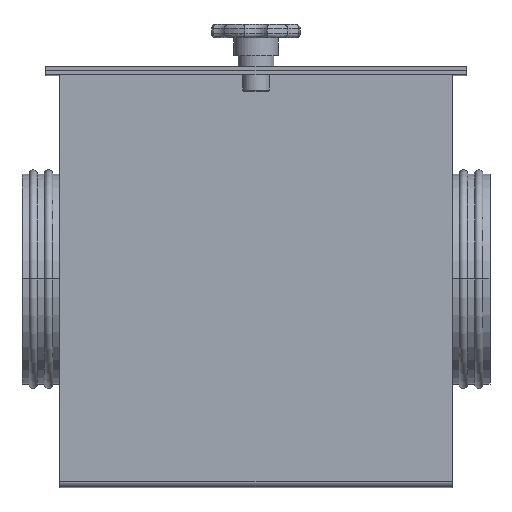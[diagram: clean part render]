
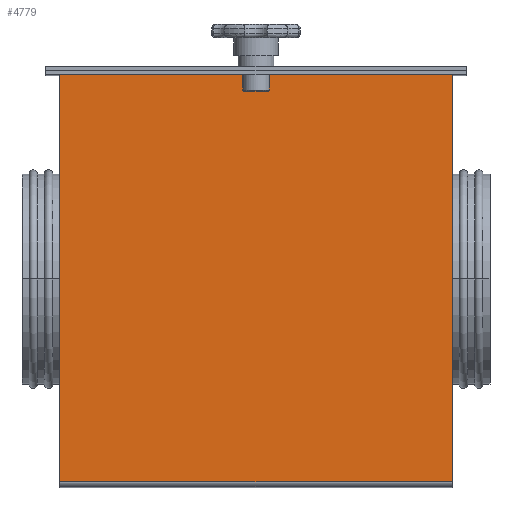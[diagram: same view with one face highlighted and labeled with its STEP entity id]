
A CAD part, top view. The second image highlights one B-rep face of the part: STEP entity #4779.
In plain terms, the highlighted planar face has unit normal (0, 0, 1).
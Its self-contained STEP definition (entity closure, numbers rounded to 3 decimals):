
#1537 = EDGE_CURVE ( 'NONE', #1636, #1632, #1769, .T. ) ;
#1632 = VERTEX_POINT ( 'NONE', #1880 ) ;
#1636 = VERTEX_POINT ( 'NONE', #1875 ) ;
#1766 = DIRECTION ( 'NONE',  ( -1., 0., 0. ) ) ;
#1767 = VECTOR ( 'NONE', #1766, 1000. ) ;
#1768 = CARTESIAN_POINT ( 'NONE',  ( 140., 294., 300. ) ) ;
#1769 = LINE ( 'NONE', #1768, #1767 ) ;
#1875 = CARTESIAN_POINT ( 'NONE',  ( 140., 294., 300. ) ) ;
#1880 = CARTESIAN_POINT ( 'NONE',  ( -140., 294., 300. ) ) ;
#3872 = CARTESIAN_POINT ( 'NONE',  ( 140., 3.737, 300. ) ) ;
#3921 = DIRECTION ( 'NONE',  ( -1., 0., 0. ) ) ;
#3922 = DIRECTION ( 'NONE',  ( 0., 0., -1. ) ) ;
#3923 = CARTESIAN_POINT ( 'NONE',  ( 140., 3., 300. ) ) ;
#3938 = VECTOR ( 'NONE', #3949, 1000. ) ;
#3943 = DIRECTION ( 'NONE',  ( 0., -1., 0. ) ) ;
#3944 = VECTOR ( 'NONE', #3943, 1000. ) ;
#3945 = CARTESIAN_POINT ( 'NONE',  ( -140., 3., 300. ) ) ;
#3946 = LINE ( 'NONE', #3945, #3944 ) ;
#3949 = DIRECTION ( 'NONE',  ( -1., 0., 0. ) ) ;
#3950 = LINE ( 'NONE', #3965, #3938 ) ;
#3965 = CARTESIAN_POINT ( 'NONE',  ( -140., 3.737, 300. ) ) ;
#3966 = AXIS2_PLACEMENT_3D ( 'NONE', #3923, #3922, #3921 ) ;
#3967 = FACE_OUTER_BOUND ( 'NONE', #4780, .T. ) ;
#3972 = PLANE ( 'NONE',  #3966 ) ;
#4029 = CARTESIAN_POINT ( 'NONE',  ( -140., 3.737, 300. ) ) ;
#4107 = DIRECTION ( 'NONE',  ( 0., 1., 0. ) ) ;
#4108 = VECTOR ( 'NONE', #4107, 1000. ) ;
#4109 = CARTESIAN_POINT ( 'NONE',  ( 140., 3., 300. ) ) ;
#4123 = LINE ( 'NONE', #4109, #4108 ) ;
#4741 = VERTEX_POINT ( 'NONE', #3872 ) ;
#4764 = EDGE_CURVE ( 'NONE', #4741, #4827, #3950, .T. ) ;
#4779 = ADVANCED_FACE ( 'NONE', ( #3967 ), #3972, .F. ) ;
#4780 = EDGE_LOOP ( 'NONE', ( #4781, #4782, #4783, #4873 ) ) ;
#4781 = ORIENTED_EDGE ( 'NONE', *, *, #4764, .F. ) ;
#4782 = ORIENTED_EDGE ( 'NONE', *, *, #4887, .T. ) ;
#4783 = ORIENTED_EDGE ( 'NONE', *, *, #1537, .T. ) ;
#4789 = EDGE_CURVE ( 'NONE', #1632, #4827, #3946, .T. ) ;
#4827 = VERTEX_POINT ( 'NONE', #4029 ) ;
#4873 = ORIENTED_EDGE ( 'NONE', *, *, #4789, .T. ) ;
#4887 = EDGE_CURVE ( 'NONE', #4741, #1636, #4123, .T. ) ;
